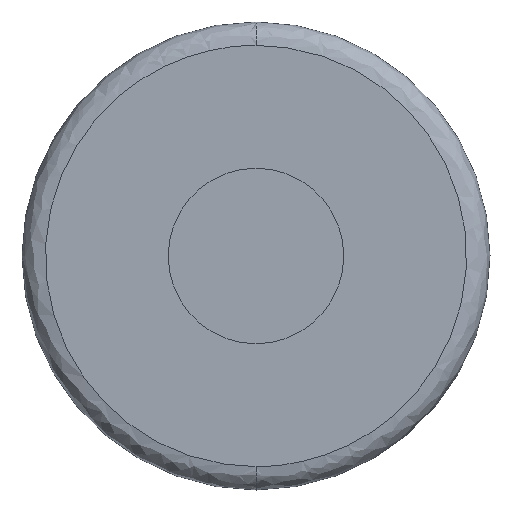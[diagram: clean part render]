
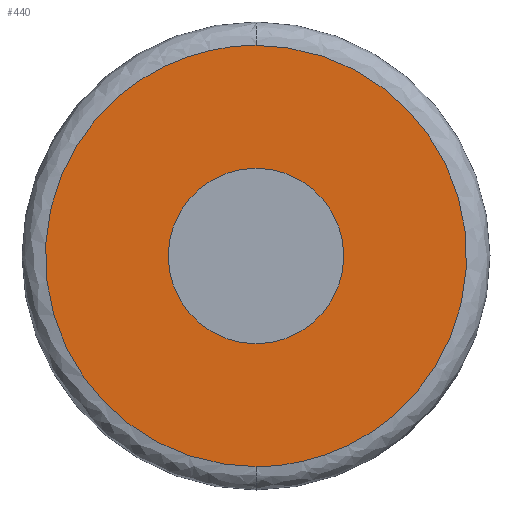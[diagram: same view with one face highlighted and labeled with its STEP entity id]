
A CAD part, front view. The second image highlights one B-rep face of the part: STEP entity #440.
In plain terms, the highlighted planar face has unit normal (0, -1, 0).
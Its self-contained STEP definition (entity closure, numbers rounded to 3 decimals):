
#1 = EDGE_CURVE ( 'NONE', #129, #554, #108, .T. ) ;
#32 = EDGE_CURVE ( 'NONE', #38, #386, #179, .T. ) ;
#37 = ORIENTED_EDGE ( 'NONE', *, *, #32, .F. ) ;
#38 = VERTEX_POINT ( 'NONE', #399 ) ;
#42 =( BOUNDED_CURVE ( )  B_SPLINE_CURVE ( 3, ( #442, #533, #599, #575 ),
 .UNSPECIFIED., .F., .F. ) 
 B_SPLINE_CURVE_WITH_KNOTS ( ( 4, 4 ),
 ( 0., 1. ),
 .UNSPECIFIED. ) 
 CURVE ( )  GEOMETRIC_REPRESENTATION_ITEM ( )  RATIONAL_B_SPLINE_CURVE ( ( 1., 0.333, 0.333, 1. ) ) 
 REPRESENTATION_ITEM ( '' )  );
#56 = DIRECTION ( 'NONE',  ( 0., 0., -1. ) ) ;
#67 = ORIENTED_EDGE ( 'NONE', *, *, #401, .F. ) ;
#86 = AXIS2_PLACEMENT_3D ( 'NONE', #203, #463, #583 ) ;
#102 = AXIS2_PLACEMENT_3D ( 'NONE', #569, #582, #56 ) ;
#105 = EDGE_LOOP ( 'NONE', ( #229, #564 ) ) ;
#108 = CIRCLE ( 'NONE', #611, 7.5 ) ;
#129 = VERTEX_POINT ( 'NONE', #577 ) ;
#157 = CIRCLE ( 'NONE', #102, 7.5 ) ;
#169 = FACE_BOUND ( 'NONE', #105, .T. ) ;
#171 = CARTESIAN_POINT ( 'NONE',  ( 0., 0., -7.5 ) ) ;
#179 =( BOUNDED_CURVE ( )  B_SPLINE_CURVE ( 3, ( #412, #418, #421, #411 ),
 .UNSPECIFIED., .F., .F. ) 
 B_SPLINE_CURVE_WITH_KNOTS ( ( 4, 4 ),
 ( 0., 1. ),
 .UNSPECIFIED. ) 
 CURVE ( )  GEOMETRIC_REPRESENTATION_ITEM ( )  RATIONAL_B_SPLINE_CURVE ( ( 1., 0.333, 0.333, 1. ) ) 
 REPRESENTATION_ITEM ( '' )  );
#203 = CARTESIAN_POINT ( 'NONE',  ( 7.5, 0., 0. ) ) ;
#217 = FACE_OUTER_BOUND ( 'NONE', #491, .T. ) ;
#229 = ORIENTED_EDGE ( 'NONE', *, *, #452, .T. ) ;
#376 = CARTESIAN_POINT ( 'NONE',  ( 0., 0., 18. ) ) ;
#386 = VERTEX_POINT ( 'NONE', #376 ) ;
#399 = CARTESIAN_POINT ( 'NONE',  ( 0., 0., -18. ) ) ;
#401 = EDGE_CURVE ( 'NONE', #386, #38, #42, .T. ) ;
#411 = CARTESIAN_POINT ( 'NONE',  ( 0., 0., 18. ) ) ;
#412 = CARTESIAN_POINT ( 'NONE',  ( 0., 0., -18. ) ) ;
#418 = CARTESIAN_POINT ( 'NONE',  ( -36., 0., -18. ) ) ;
#421 = CARTESIAN_POINT ( 'NONE',  ( -36., 0., 18. ) ) ;
#436 = PLANE ( 'NONE',  #86 ) ;
#440 = ADVANCED_FACE ( 'NONE', ( #169, #217 ), #436, .T. ) ;
#442 = CARTESIAN_POINT ( 'NONE',  ( 0., 0., 18. ) ) ;
#444 = DIRECTION ( 'NONE',  ( 0., 0., -1. ) ) ;
#452 = EDGE_CURVE ( 'NONE', #554, #129, #157, .T. ) ;
#463 = DIRECTION ( 'NONE',  ( 0., -1., 0. ) ) ;
#477 = CARTESIAN_POINT ( 'NONE',  ( 0., 0., 0. ) ) ;
#478 = DIRECTION ( 'NONE',  ( 0., 1., 0. ) ) ;
#491 = EDGE_LOOP ( 'NONE', ( #67, #37 ) ) ;
#533 = CARTESIAN_POINT ( 'NONE',  ( 36., 0., 18. ) ) ;
#554 = VERTEX_POINT ( 'NONE', #171 ) ;
#564 = ORIENTED_EDGE ( 'NONE', *, *, #1, .T. ) ;
#569 = CARTESIAN_POINT ( 'NONE',  ( 0., 0., 0. ) ) ;
#575 = CARTESIAN_POINT ( 'NONE',  ( 0., 0., -18. ) ) ;
#577 = CARTESIAN_POINT ( 'NONE',  ( 0., 0., 7.5 ) ) ;
#582 = DIRECTION ( 'NONE',  ( 0., 1., 0. ) ) ;
#583 = DIRECTION ( 'NONE',  ( 0., 0., -1. ) ) ;
#599 = CARTESIAN_POINT ( 'NONE',  ( 36., 0., -18. ) ) ;
#611 = AXIS2_PLACEMENT_3D ( 'NONE', #477, #478, #444 ) ;
